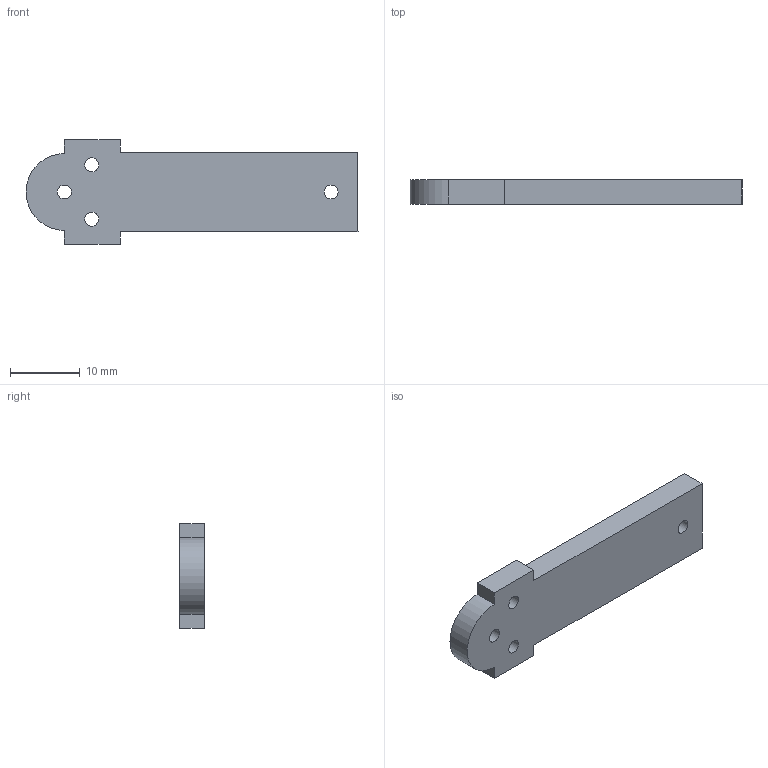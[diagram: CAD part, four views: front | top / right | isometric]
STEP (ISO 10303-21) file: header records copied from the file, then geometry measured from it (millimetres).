
FILE_DESCRIPTION(/* description */ (''),/* implementation_level */ '2;1');
FILE_NAME(/* name */ '4.1 Slider Link.stp',/* time_stamp */ '2023-04-13T12:05:20+06:00',/* author */ ('shailesh suthar'),/* organization */ (''),/* preprocessor_version */ 'ST-DEVELOPER v18.1',/* originating_system */ 'Autodesk Inventor 2022',/* authorisation */ '');
FILE_SCHEMA (('AUTOMOTIVE_DESIGN { 1 0 10303 214 3 1 1 }'));
Length unit declared in the file: millimetre
Products named in the file (1): 4.1 Slider Link
Bounding box: 47.5 x 3.5 x 15 mm (x, y, z)
Volume: 1802.4 mm3; surface area: 1648.7 mm2
Topology: 1 solids, 1 shells, 62 faces, 168 edges, 112 vertices
Faces by surface type: plane 39, cylinder 23
Full cylindrical faces by diameter (mm): 2 x4
Entity records: 2017 total; most frequent: CARTESIAN_POINT 343, DIRECTION 340, ORIENTED_EDGE 336, EDGE_CURVE 168, LINE 122, VECTOR 122, VERTEX_POINT 112, AXIS2_PLACEMENT_3D 109
